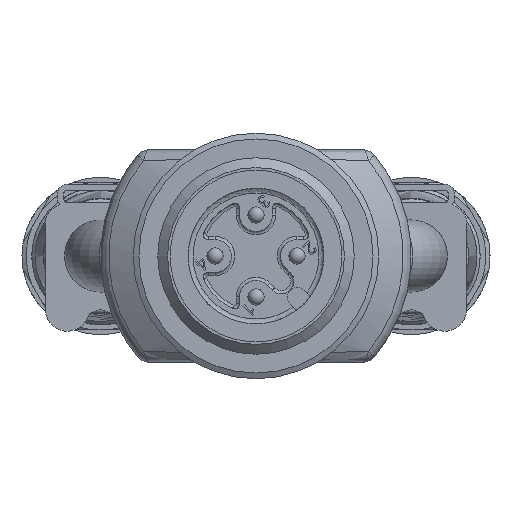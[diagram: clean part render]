
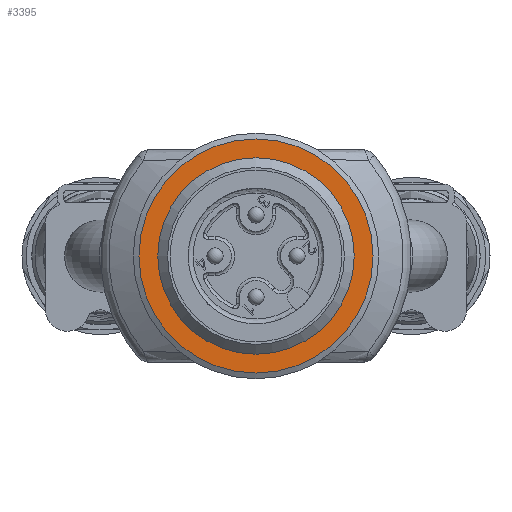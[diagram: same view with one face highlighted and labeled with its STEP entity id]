
A CAD part, front view. The second image highlights one B-rep face of the part: STEP entity #3395.
In plain terms, the highlighted planar face has unit normal (0, -1, 0).
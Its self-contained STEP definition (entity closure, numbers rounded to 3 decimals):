
#940=PLANE('',#13266);
#3395=ADVANCED_FACE('',(#4237,#4238),#940,.F.);
#4237=FACE_BOUND('',#4769,.T.);
#4238=FACE_BOUND('',#4770,.T.);
#4769=EDGE_LOOP('',(#6779));
#4770=EDGE_LOOP('',(#6780));
#6779=ORIENTED_EDGE('',*,*,#10928,.F.);
#6780=ORIENTED_EDGE('',*,*,#10927,.T.);
#9480=VERTEX_POINT('',#22230);
#9481=VERTEX_POINT('',#22233);
#10927=EDGE_CURVE('',#9480,#9480,#12304,.T.);
#10928=EDGE_CURVE('',#9481,#9481,#12305,.T.);
#12304=CIRCLE('',#13263,7.154);
#12305=CIRCLE('',#13265,6.);
#13263=AXIS2_PLACEMENT_3D('',#22229,#15535,#15536);
#13265=AXIS2_PLACEMENT_3D('',#22232,#15539,#15540);
#13266=AXIS2_PLACEMENT_3D('',#22234,#15541,#15542);
#15535=DIRECTION('',(0.,-1.,0.));
#15536=DIRECTION('',(0.5,0.,-0.866));
#15539=DIRECTION('',(0.,-1.,0.));
#15540=DIRECTION('',(0.5,0.,-0.866));
#15541=DIRECTION('',(0.,1.,0.));
#15542=DIRECTION('',(-0.5,0.,0.866));
#22229=CARTESIAN_POINT('',(67.686,-62.786,0.));
#22230=CARTESIAN_POINT('',(71.263,-62.786,-6.195));
#22232=CARTESIAN_POINT('',(67.686,-62.786,0.));
#22233=CARTESIAN_POINT('',(70.686,-62.786,-5.196));
#22234=CARTESIAN_POINT('',(73.881,-62.786,3.577));
